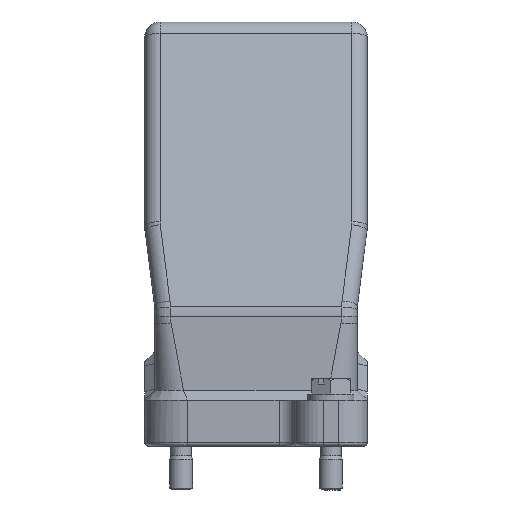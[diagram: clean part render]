
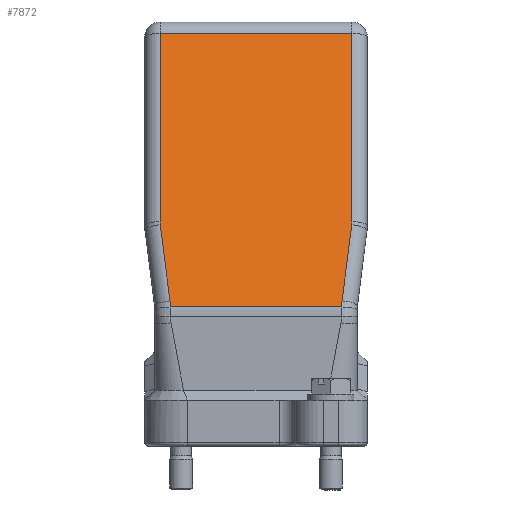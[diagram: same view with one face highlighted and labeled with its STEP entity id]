
A CAD part, left-side view. The second image highlights one B-rep face of the part: STEP entity #7872.
In plain terms, the highlighted planar face has unit normal (-0.966, 0, 0.259).
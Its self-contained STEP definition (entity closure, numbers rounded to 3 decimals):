
#6465=FACE_OUTER_BOUND('',#9578,.T.);
#7324=B_SPLINE_CURVE_WITH_KNOTS('',3,(#28321,#28322,#28323,#28324),
 .UNSPECIFIED.,.F.,.F.,(4,4),(0.,1.),.UNSPECIFIED.);
#7335=B_SPLINE_CURVE_WITH_KNOTS('',3,(#29040,#29041,#29042,#29043),
 .UNSPECIFIED.,.F.,.F.,(4,4),(0.,1.),.UNSPECIFIED.);
#7872=ADVANCED_FACE('',(#6465),#8615,.T.);
#8615=PLANE('',#21136);
#9578=EDGE_LOOP('',(#11413,#11414,#11415,#11416,#11417,#11418,#11419,#11420,
#11421,#11422));
#11413=ORIENTED_EDGE('',*,*,#16930,.T.);
#11414=ORIENTED_EDGE('',*,*,#16594,.T.);
#11415=ORIENTED_EDGE('',*,*,#16934,.T.);
#11416=ORIENTED_EDGE('',*,*,#16762,.T.);
#11417=ORIENTED_EDGE('',*,*,#16765,.T.);
#11418=ORIENTED_EDGE('',*,*,#16769,.F.);
#11419=ORIENTED_EDGE('',*,*,#16772,.F.);
#11420=ORIENTED_EDGE('',*,*,#16775,.F.);
#11421=ORIENTED_EDGE('',*,*,#16779,.T.);
#11422=ORIENTED_EDGE('',*,*,#16933,.T.);
#15121=VERTEX_POINT('',#27439);
#15123=VERTEX_POINT('',#27445);
#15231=VERTEX_POINT('',#28208);
#15232=VERTEX_POINT('',#28238);
#15234=VERTEX_POINT('',#28244);
#15235=VERTEX_POINT('',#28266);
#15237=VERTEX_POINT('',#28289);
#15238=VERTEX_POINT('',#28311);
#15240=VERTEX_POINT('',#28320);
#15328=VERTEX_POINT('',#29033);
#16594=EDGE_CURVE('',#15121,#15123,#18604,.T.);
#16762=EDGE_CURVE('',#15231,#15232,#18692,.T.);
#16765=EDGE_CURVE('',#15232,#15234,#18694,.T.);
#16769=EDGE_CURVE('',#15235,#15234,#18695,.T.);
#16772=EDGE_CURVE('',#15237,#15235,#18696,.T.);
#16775=EDGE_CURVE('',#15238,#15237,#18698,.T.);
#16779=EDGE_CURVE('',#15238,#15240,#7324,.T.);
#16930=EDGE_CURVE('',#15328,#15121,#18772,.T.);
#16933=EDGE_CURVE('',#15240,#15328,#18773,.T.);
#16934=EDGE_CURVE('',#15123,#15231,#7335,.T.);
#18604=LINE('',#27446,#19745);
#18692=LINE('',#28239,#19833);
#18694=LINE('',#28245,#19835);
#18695=LINE('',#28267,#19836);
#18696=LINE('',#28288,#19837);
#18698=LINE('',#28310,#19839);
#18772=LINE('',#29032,#19913);
#18773=LINE('',#29038,#19914);
#19745=VECTOR('',#22233,1.);
#19833=VECTOR('',#22539,1.);
#19835=VECTOR('',#22545,1.);
#19836=VECTOR('',#22554,1.);
#19837=VECTOR('',#22561,1.);
#19839=VECTOR('',#22565,1.);
#19913=VECTOR('',#22875,1.);
#19914=VECTOR('',#22884,1.);
#21136=AXIS2_PLACEMENT_3D('',#29044,#22887,#22888);
#22233=DIRECTION('',(-0.259,0.,-0.966));
#22539=DIRECTION('',(-0.257,-0.123,-0.959));
#22545=DIRECTION('',(-0.259,0.,-0.966));
#22554=DIRECTION('',(0.,1.,0.));
#22561=DIRECTION('',(-0.259,0.,-0.966));
#22565=DIRECTION('',(-0.257,0.123,-0.959));
#22875=DIRECTION('',(0.,1.,0.));
#22884=DIRECTION('',(0.259,0.,0.966));
#22887=DIRECTION('',(-0.966,0.,0.259));
#22888=DIRECTION('',(-0.259,0.,-0.966));
#27439=CARTESIAN_POINT('',(-42.064,25.,107.535));
#27445=CARTESIAN_POINT('',(-55.21,25.,58.473));
#27446=CARTESIAN_POINT('',(-42.064,25.,107.535));
#28208=CARTESIAN_POINT('',(-55.415,24.951,57.711));
#28238=CARTESIAN_POINT('',(-60.752,22.4,37.79));
#28239=CARTESIAN_POINT('',(-55.415,24.951,57.711));
#28244=CARTESIAN_POINT('',(-61.159,22.4,36.272));
#28245=CARTESIAN_POINT('',(-60.752,22.4,37.79));
#28266=CARTESIAN_POINT('',(-61.159,-22.4,36.272));
#28267=CARTESIAN_POINT('',(-61.159,-22.4,36.272));
#28288=CARTESIAN_POINT('',(-60.752,-22.4,37.79));
#28289=CARTESIAN_POINT('',(-60.752,-22.4,37.79));
#28310=CARTESIAN_POINT('',(-55.415,-24.951,57.711));
#28311=CARTESIAN_POINT('',(-55.415,-24.951,57.711));
#28320=CARTESIAN_POINT('',(-55.21,-25.,58.473));
#28321=CARTESIAN_POINT('',(-55.415,-24.951,57.711));
#28322=CARTESIAN_POINT('',(-55.347,-24.984,57.964));
#28323=CARTESIAN_POINT('',(-55.279,-25.,58.218));
#28324=CARTESIAN_POINT('',(-55.21,-25.,58.473));
#29032=CARTESIAN_POINT('',(-42.064,-25.,107.535));
#29033=CARTESIAN_POINT('',(-42.064,-25.,107.535));
#29038=CARTESIAN_POINT('',(-55.21,-25.,58.473));
#29040=CARTESIAN_POINT('',(-55.21,25.,58.473));
#29041=CARTESIAN_POINT('',(-55.279,25.,58.218));
#29042=CARTESIAN_POINT('',(-55.347,24.984,57.964));
#29043=CARTESIAN_POINT('',(-55.415,24.951,57.711));
#29044=CARTESIAN_POINT('',(-40.232,27.6,114.372));
